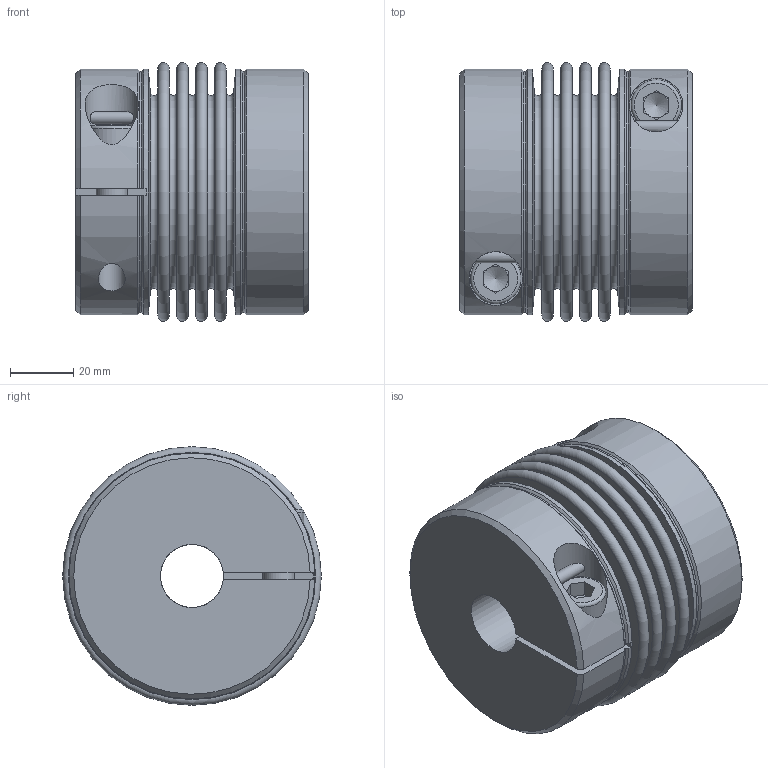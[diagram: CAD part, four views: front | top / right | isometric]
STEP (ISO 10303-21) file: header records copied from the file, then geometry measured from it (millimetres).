
FILE_DESCRIPTION( ( 'Unknown' ), '1' );
FILE_NAME( 'KG 220.stp', 'Unknown', ( 'Unknown' ), ( 'Unknown' ), 'PSStep 10.1', 'Unknown', ' ' );
FILE_SCHEMA( ( 'AUTOMOTIVE_DESIGN { 1 0 10303 214 1 1 1 1 }' ) );
Length unit declared in the file: millimetre
Products named in the file (1): 28816863
Bounding box: 73.88 x 82 x 82 mm (x, y, z)
Volume: 208329.4 mm3; surface area: 89222.9 mm2
Topology: 1 solids, 1 shells, 112 faces, 246 edges, 158 vertices
Faces by surface type: plane 58, torus 22, cylinder 20, cone 12
Full cylindrical faces by diameter (mm): 8.5 x2, 10 x2, 10.5 x2, 16 x2, 17 x2, 76.8 x2, 78 x2
Entity records: 4188 total; most frequent: CARTESIAN_POINT 991, DIRECTION 498, ORIENTED_EDGE 380, AXIS2_PLACEMENT_3D 207, EDGE_CURVE 190, EDGE_LOOP 180, FACE_OUTER_BOUND 146, VERTEX_POINT 144
